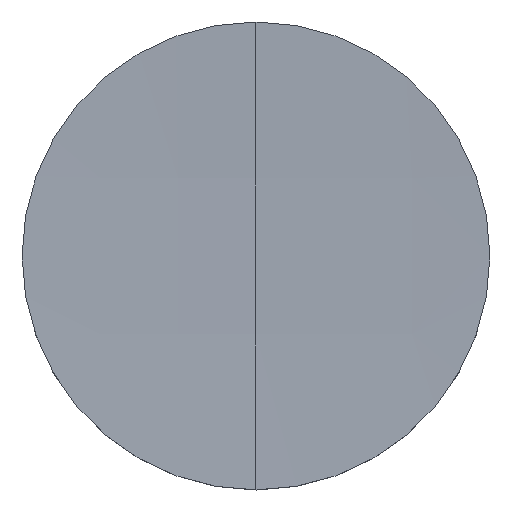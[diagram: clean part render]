
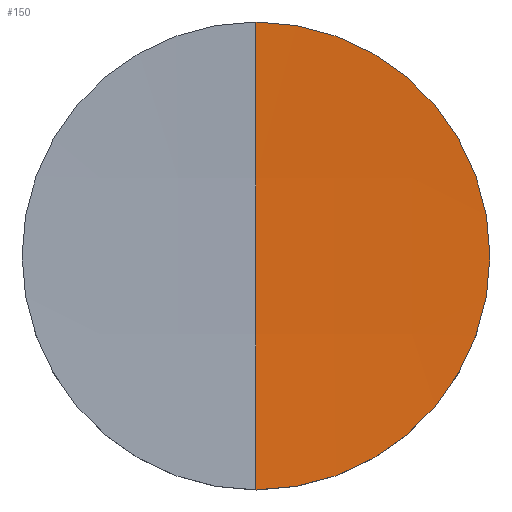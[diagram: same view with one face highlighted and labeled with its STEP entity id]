
A CAD part, top view. The second image highlights one B-rep face of the part: STEP entity #150.
In plain terms, the highlighted free-form (B-spline) face has degree [3, 3] with [4, 4] control points.
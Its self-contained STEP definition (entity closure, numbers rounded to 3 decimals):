
#5 = CARTESIAN_POINT ( 'NONE',  ( 0., -6.426, 1.899 ) ) ;
#11 = DIRECTION ( 'NONE',  ( 0., 0., -1. ) ) ;
#20 = CARTESIAN_POINT ( 'NONE',  ( 6.385, 6.426, 1.998 ) ) ;
#23 = CARTESIAN_POINT ( 'NONE',  ( 0., -6.35, 1.897 ) ) ;
#26 = CARTESIAN_POINT ( 'NONE',  ( 4.26, 2.143, 1.8 ) ) ;
#27 = CARTESIAN_POINT ( 'NONE',  ( 2.13, 2.143, 1.767 ) ) ;
#33 = CARTESIAN_POINT ( 'NONE',  ( 0., 0., 209.6 ) ) ;
#37 = ORIENTED_EDGE ( 'NONE', *, *, #179, .F. ) ;
#52 = CARTESIAN_POINT ( 'NONE',  ( 2.129, -6.426, 1.899 ) ) ;
#53 = AXIS2_PLACEMENT_3D ( 'NONE', #33, #192, #131 ) ;
#66 = CARTESIAN_POINT ( 'NONE',  ( 0., 0., 1.897 ) ) ;
#69 = CARTESIAN_POINT ( 'NONE',  ( 4.257, 6.426, 1.932 ) ) ;
#76 = CARTESIAN_POINT ( 'NONE',  ( 2.129, 6.426, 1.899 ) ) ;
#79 = EDGE_LOOP ( 'NONE', ( #37, #176, #209 ) ) ;
#83 = CIRCLE ( 'NONE', #219, 6.35 ) ;
#97 = CARTESIAN_POINT ( 'NONE',  ( 4.26, -2.143, 1.8 ) ) ;
#99 = CARTESIAN_POINT ( 'NONE',  ( 6.389, -2.143, 1.865 ) ) ;
#110 = CIRCLE ( 'NONE', #187, 6.35 ) ;
#131 = DIRECTION ( 'NONE',  ( 0., 1., 0. ) ) ;
#140 = CARTESIAN_POINT ( 'NONE',  ( 0., -2.143, 1.767 ) ) ;
#142 = VERTEX_POINT ( 'NONE', #269 ) ;
#147 = CARTESIAN_POINT ( 'NONE',  ( 0., 6.35, 1.897 ) ) ;
#150 = ADVANCED_FACE ( 'NONE', ( #212 ), #259, .F. ) ;
#159 = DIRECTION ( 'NONE',  ( 0., 0., -1. ) ) ;
#165 = CARTESIAN_POINT ( 'NONE',  ( 6.385, -6.426, 1.998 ) ) ;
#176 = ORIENTED_EDGE ( 'NONE', *, *, #197, .T. ) ;
#179 = EDGE_CURVE ( 'NONE', #200, #142, #110, .T. ) ;
#187 = AXIS2_PLACEMENT_3D ( 'NONE', #287, #11, #283 ) ;
#192 = DIRECTION ( 'NONE',  ( -1., 0., 0. ) ) ;
#197 = EDGE_CURVE ( 'NONE', #200, #248, #227, .T. ) ;
#200 = VERTEX_POINT ( 'NONE', #147 ) ;
#209 = ORIENTED_EDGE ( 'NONE', *, *, #240, .F. ) ;
#212 = FACE_OUTER_BOUND ( 'NONE', #79, .T. ) ;
#219 = AXIS2_PLACEMENT_3D ( 'NONE', #66, #159, #279 ) ;
#227 = CIRCLE ( 'NONE', #53, 207.8 ) ;
#230 = CARTESIAN_POINT ( 'NONE',  ( 6.389, 2.143, 1.865 ) ) ;
#240 = EDGE_CURVE ( 'NONE', #142, #248, #83, .T. ) ;
#248 = VERTEX_POINT ( 'NONE', #23 ) ;
#251 = CARTESIAN_POINT ( 'NONE',  ( 0., 6.426, 1.899 ) ) ;
#252 = CARTESIAN_POINT ( 'NONE',  ( 2.13, -2.143, 1.767 ) ) ;
#259 =( BOUNDED_SURFACE ( )  B_SPLINE_SURFACE ( 3, 3, ( 
 ( #20, #69, #76, #251 ),
 ( #230, #26, #27, #277 ),
 ( #99, #97, #252, #140 ),
 ( #165, #280, #52, #5 ) ),
 .UNSPECIFIED., .F., .F., .F. ) 
 B_SPLINE_SURFACE_WITH_KNOTS ( ( 4, 4 ),
 ( 4, 4 ),
 ( 0., 1. ),
 ( 0., 1. ),
 .UNSPECIFIED. ) 
 GEOMETRIC_REPRESENTATION_ITEM ( )  RATIONAL_B_SPLINE_SURFACE ( (
 ( 1., 1., 1., 1.),
 ( 1., 1., 1., 1.),
 ( 1., 1., 1., 1.),
 ( 1., 1., 1., 1.) ) ) 
 REPRESENTATION_ITEM ( '' )  SURFACE ( )  );
#269 = CARTESIAN_POINT ( 'NONE',  ( 6.35, 0., 1.897 ) ) ;
#277 = CARTESIAN_POINT ( 'NONE',  ( 0., 2.143, 1.767 ) ) ;
#279 = DIRECTION ( 'NONE',  ( 1., 0., 0. ) ) ;
#280 = CARTESIAN_POINT ( 'NONE',  ( 4.257, -6.426, 1.932 ) ) ;
#283 = DIRECTION ( 'NONE',  ( 1., 0., 0. ) ) ;
#287 = CARTESIAN_POINT ( 'NONE',  ( 0., 0., 1.897 ) ) ;
